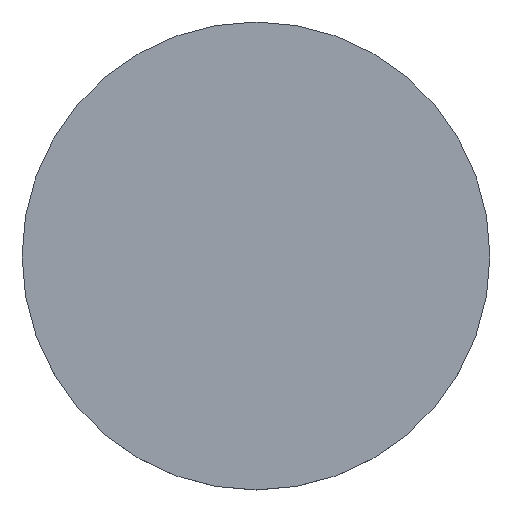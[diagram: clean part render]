
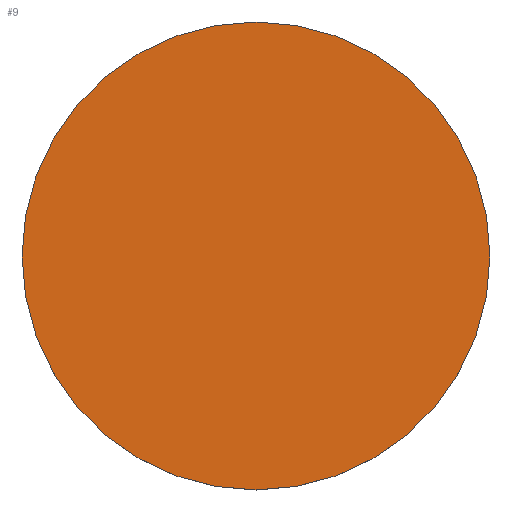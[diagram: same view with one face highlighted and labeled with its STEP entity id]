
A CAD part, top view. The second image highlights one B-rep face of the part: STEP entity #9.
In plain terms, the highlighted planar face has unit normal (0, 0, 1).
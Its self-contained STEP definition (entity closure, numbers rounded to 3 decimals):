
#4 = DIRECTION ( 'NONE',  ( 1., 0., 0. ) ) ;
#9 = ADVANCED_FACE ( 'NONE', ( #54 ), #77, .T. ) ;
#10 = AXIS2_PLACEMENT_3D ( 'NONE', #20, #64, #4 ) ;
#11 = EDGE_LOOP ( 'NONE', ( #98, #143 ) ) ;
#20 = CARTESIAN_POINT ( 'NONE',  ( 0., 0., 8.4 ) ) ;
#37 = EDGE_CURVE ( 'NONE', #210, #214, #229, .T. ) ;
#41 = CIRCLE ( 'NONE', #10, 25.4 ) ;
#48 = CARTESIAN_POINT ( 'NONE',  ( 0., 0., 8.4 ) ) ;
#54 = FACE_OUTER_BOUND ( 'NONE', #11, .T. ) ;
#61 = CARTESIAN_POINT ( 'NONE',  ( 0., 52.02, 8.4 ) ) ;
#64 = DIRECTION ( 'NONE',  ( 0., 0., -1. ) ) ;
#77 = PLANE ( 'NONE',  #116 ) ;
#98 = ORIENTED_EDGE ( 'NONE', *, *, #37, .F. ) ;
#109 = EDGE_CURVE ( 'NONE', #214, #210, #41, .T. ) ;
#116 = AXIS2_PLACEMENT_3D ( 'NONE', #61, #174, #119 ) ;
#119 = DIRECTION ( 'NONE',  ( 1., 0., 0. ) ) ;
#120 = DIRECTION ( 'NONE',  ( 1., 0., 0. ) ) ;
#143 = ORIENTED_EDGE ( 'NONE', *, *, #109, .F. ) ;
#174 = DIRECTION ( 'NONE',  ( 0., 0., 1. ) ) ;
#196 = DIRECTION ( 'NONE',  ( 0., 0., -1. ) ) ;
#200 = CARTESIAN_POINT ( 'NONE',  ( -25.4, 0., 8.4 ) ) ;
#210 = VERTEX_POINT ( 'NONE', #227 ) ;
#214 = VERTEX_POINT ( 'NONE', #200 ) ;
#227 = CARTESIAN_POINT ( 'NONE',  ( 25.4, 0., 8.4 ) ) ;
#229 = CIRCLE ( 'NONE', #233, 25.4 ) ;
#233 = AXIS2_PLACEMENT_3D ( 'NONE', #48, #196, #120 ) ;
